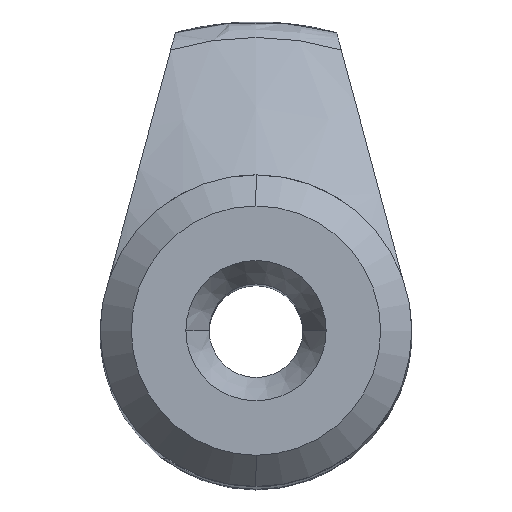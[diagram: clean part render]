
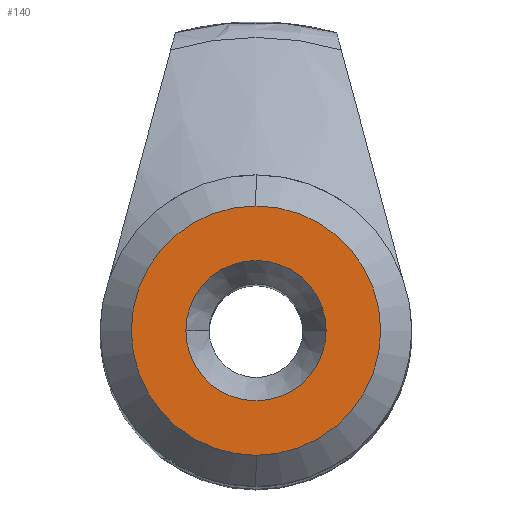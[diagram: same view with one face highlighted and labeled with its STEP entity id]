
A CAD part, top view. The second image highlights one B-rep face of the part: STEP entity #140.
In plain terms, the highlighted planar face has unit normal (0, 0, 1).
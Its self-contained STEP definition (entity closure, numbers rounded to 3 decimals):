
#36=PLANE('',#1096);
#53=FACE_BOUND('',#277,.T.);
#54=FACE_BOUND('',#278,.T.);
#76=CIRCLE('',#1043,4.);
#79=CIRCLE('',#1047,2.25);
#104=CIRCLE('',#1094,4.);
#105=CIRCLE('',#1095,2.25);
#140=ADVANCED_FACE('',(#53,#54),#36,.T.);
#277=EDGE_LOOP('',(#618,#619));
#278=EDGE_LOOP('',(#620,#621));
#618=ORIENTED_EDGE('',*,*,#958,.T.);
#619=ORIENTED_EDGE('',*,*,#859,.T.);
#620=ORIENTED_EDGE('',*,*,#959,.F.);
#621=ORIENTED_EDGE('',*,*,#865,.F.);
#762=VERTEX_POINT('',#1715);
#763=VERTEX_POINT('',#1716);
#768=VERTEX_POINT('',#1727);
#769=VERTEX_POINT('',#1729);
#859=EDGE_CURVE('',#762,#763,#76,.T.);
#865=EDGE_CURVE('',#768,#769,#79,.T.);
#958=EDGE_CURVE('',#763,#762,#104,.T.);
#959=EDGE_CURVE('',#769,#768,#105,.T.);
#1043=AXIS2_PLACEMENT_3D('',#1714,#1178,#1179);
#1047=AXIS2_PLACEMENT_3D('',#1728,#1189,#1190);
#1094=AXIS2_PLACEMENT_3D('',#2207,#1314,#1315);
#1095=AXIS2_PLACEMENT_3D('',#2208,#1316,#1317);
#1096=AXIS2_PLACEMENT_3D('',#2209,#1318,#1319);
#1178=DIRECTION('',(0.,0.,1.));
#1179=DIRECTION('',(0.,1.,0.));
#1189=DIRECTION('',(0.,0.,1.));
#1190=DIRECTION('',(1.,0.,0.));
#1314=DIRECTION('',(0.,0.,1.));
#1315=DIRECTION('',(0.,1.,0.));
#1316=DIRECTION('',(0.,0.,1.));
#1317=DIRECTION('',(1.,0.,0.));
#1318=DIRECTION('',(0.,0.,1.));
#1319=DIRECTION('',(-1.,0.,0.));
#1714=CARTESIAN_POINT('',(0.,0.,0.));
#1715=CARTESIAN_POINT('',(0.,4.,0.));
#1716=CARTESIAN_POINT('',(0.,-4.,0.));
#1727=CARTESIAN_POINT('',(-2.25,0.,0.));
#1728=CARTESIAN_POINT('',(0.,0.,0.));
#1729=CARTESIAN_POINT('',(2.25,0.,0.));
#2207=CARTESIAN_POINT('',(0.,0.,0.));
#2208=CARTESIAN_POINT('',(0.,0.,0.));
#2209=CARTESIAN_POINT('',(0.,10.,0.));
